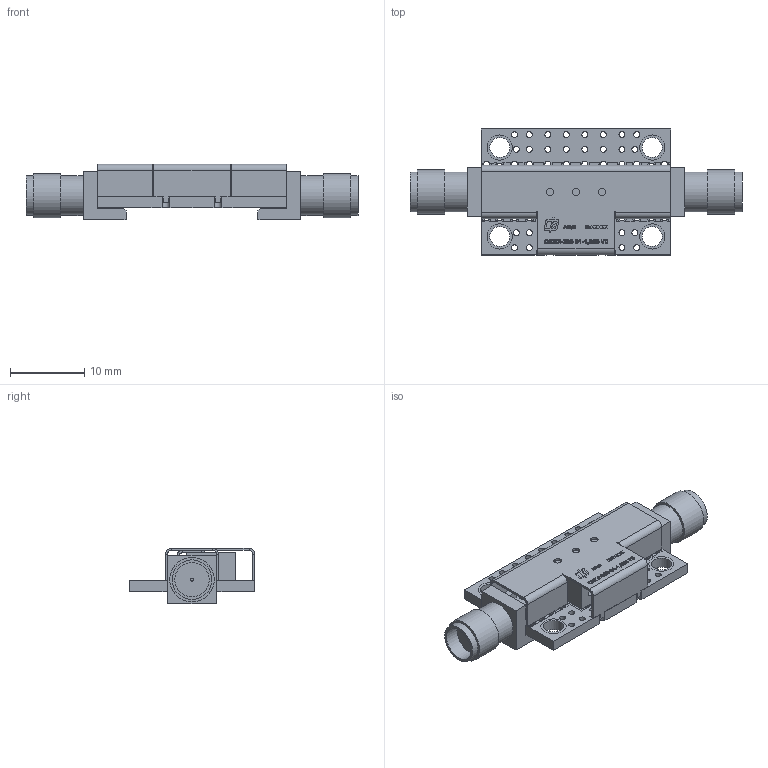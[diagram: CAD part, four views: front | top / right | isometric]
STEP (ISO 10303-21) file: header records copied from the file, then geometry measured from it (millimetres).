
FILE_DESCRIPTION(('STEP AP203'), '1');
FILE_NAME('ÍØÁÀ.434834.108-01.03_Ôèëüòð ÔÊÏ2-308-01-1,685-70', '', ('UNSPECIFIED'), ('UNSPECIFIED'), 'ASCON STEP Converter 1.6', 'ASCON Math Kernel', '');
FILE_SCHEMA(('CONFIG_CONTROL_DESIGN'));
Length unit declared in the file: millimetre
Products named in the file (1): НШБА.434834.108-01.03_Фильтр ФКП2-308-01-1,685-70
Bounding box: 44.8 x 17 x 7.5 mm (x, y, z)
Volume: 1450.5 mm3; surface area: 3314.7 mm2
Topology: 5 solids, 5 shells, 1002 faces, 2683 edges, 1772 vertices
Faces by surface type: plane 559, cylinder 263, bspline 180
Full cylindrical faces by diameter (mm): 0.4 x2, 0.8 x76, 1 x7, 1.2 x22, 2.7 x4, 3.403 x4, 4.64 x2, 5.35 x4, 6 x2
Entity records: 54784 total; most frequent: CARTESIAN_POINT 22810, ORIENTED_EDGE 5120, DIRECTION 4225, EDGE_CURVE 2560, VERTEX_POINT 1772, LINE 1515, VECTOR 1515, EDGE_LOOP 1384
